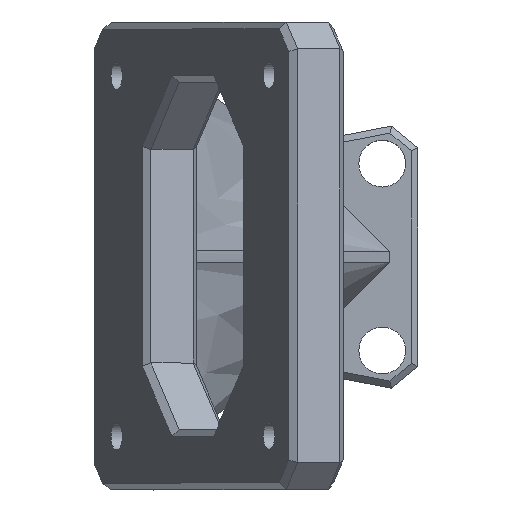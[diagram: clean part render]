
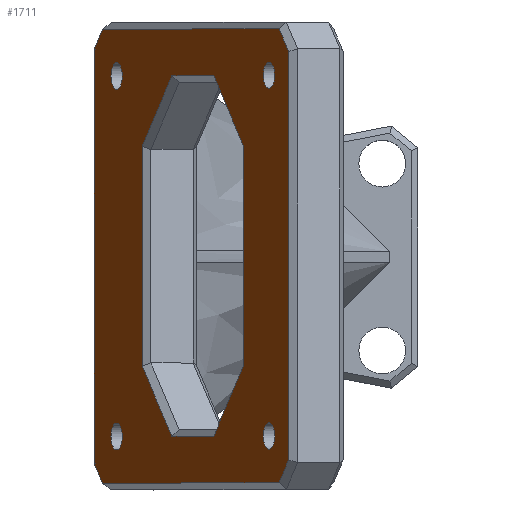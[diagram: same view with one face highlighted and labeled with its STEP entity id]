
A CAD part, top view. The second image highlights one B-rep face of the part: STEP entity #1711.
In plain terms, the highlighted planar face has unit normal (-0.906, 0, 0.423).
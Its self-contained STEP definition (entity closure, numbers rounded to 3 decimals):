
#156=FACE_BOUND('',#367,.T.);
#157=FACE_BOUND('',#368,.T.);
#158=FACE_BOUND('',#369,.T.);
#159=FACE_BOUND('',#370,.T.);
#160=FACE_BOUND('',#371,.T.);
#170=CIRCLE('',#1819,1.);
#171=CIRCLE('',#1820,1.);
#172=CIRCLE('',#1821,1.);
#173=CIRCLE('',#1822,1.);
#275=FACE_OUTER_BOUND('',#366,.T.);
#366=EDGE_LOOP('',(#1388,#1389,#1390,#1391,#1392,#1393,#1394,#1395,#1396,
#1397,#1398));
#367=EDGE_LOOP('',(#1399));
#368=EDGE_LOOP('',(#1400));
#369=EDGE_LOOP('',(#1401));
#370=EDGE_LOOP('',(#1402));
#371=EDGE_LOOP('',(#1403,#1404,#1405,#1406,#1407,#1408,#1409,#1410));
#425=LINE('',#2418,#610);
#483=LINE('',#2674,#668);
#485=LINE('',#2679,#670);
#489=LINE('',#2687,#674);
#492=LINE('',#2693,#677);
#496=LINE('',#2699,#681);
#506=LINE('',#2720,#691);
#510=LINE('',#2728,#695);
#514=LINE('',#2736,#699);
#517=LINE('',#2742,#702);
#521=LINE('',#2750,#706);
#524=LINE('',#2756,#709);
#527=LINE('',#2762,#712);
#530=LINE('',#2768,#715);
#533=LINE('',#2772,#718);
#543=LINE('',#2793,#728);
#544=LINE('',#2794,#729);
#545=LINE('',#2796,#730);
#546=LINE('',#2797,#731);
#610=VECTOR('',#1903,10.);
#668=VECTOR('',#2009,10.);
#670=VECTOR('',#2013,10.);
#674=VECTOR('',#2019,10.);
#677=VECTOR('',#2024,10.);
#681=VECTOR('',#2030,10.);
#691=VECTOR('',#2050,10.);
#695=VECTOR('',#2056,10.);
#699=VECTOR('',#2062,10.);
#702=VECTOR('',#2067,10.);
#706=VECTOR('',#2073,10.);
#709=VECTOR('',#2078,10.);
#712=VECTOR('',#2083,10.);
#715=VECTOR('',#2088,10.);
#718=VECTOR('',#2093,10.);
#728=VECTOR('',#2113,10.);
#729=VECTOR('',#2114,10.);
#730=VECTOR('',#2115,10.);
#731=VECTOR('',#2116,10.);
#797=VERTEX_POINT('',#2389);
#799=VERTEX_POINT('',#2416);
#852=VERTEX_POINT('',#2671);
#853=VERTEX_POINT('',#2673);
#854=VERTEX_POINT('',#2677);
#855=VERTEX_POINT('',#2678);
#858=VERTEX_POINT('',#2686);
#860=VERTEX_POINT('',#2692);
#867=VERTEX_POINT('',#2719);
#869=VERTEX_POINT('',#2726);
#870=VERTEX_POINT('',#2727);
#873=VERTEX_POINT('',#2735);
#875=VERTEX_POINT('',#2741);
#878=VERTEX_POINT('',#2749);
#880=VERTEX_POINT('',#2755);
#882=VERTEX_POINT('',#2761);
#884=VERTEX_POINT('',#2767);
#890=VERTEX_POINT('',#2792);
#891=VERTEX_POINT('',#2795);
#892=VERTEX_POINT('',#2798);
#893=VERTEX_POINT('',#2800);
#894=VERTEX_POINT('',#2802);
#895=VERTEX_POINT('',#2804);
#942=EDGE_CURVE('',#799,#797,#425,.T.);
#1018=EDGE_CURVE('',#852,#853,#483,.T.);
#1020=EDGE_CURVE('',#854,#855,#485,.T.);
#1024=EDGE_CURVE('',#853,#858,#489,.T.);
#1027=EDGE_CURVE('',#858,#860,#492,.T.);
#1031=EDGE_CURVE('',#860,#854,#496,.T.);
#1041=EDGE_CURVE('',#855,#867,#506,.T.);
#1045=EDGE_CURVE('',#869,#870,#510,.T.);
#1049=EDGE_CURVE('',#870,#873,#514,.T.);
#1052=EDGE_CURVE('',#873,#875,#517,.T.);
#1056=EDGE_CURVE('',#875,#878,#521,.T.);
#1059=EDGE_CURVE('',#878,#880,#524,.T.);
#1062=EDGE_CURVE('',#880,#882,#527,.T.);
#1065=EDGE_CURVE('',#882,#884,#530,.T.);
#1068=EDGE_CURVE('',#884,#869,#533,.T.);
#1078=EDGE_CURVE('',#890,#852,#543,.T.);
#1079=EDGE_CURVE('',#797,#890,#544,.T.);
#1080=EDGE_CURVE('',#891,#799,#545,.T.);
#1081=EDGE_CURVE('',#867,#891,#546,.T.);
#1082=EDGE_CURVE('',#892,#892,#170,.T.);
#1083=EDGE_CURVE('',#893,#893,#171,.T.);
#1084=EDGE_CURVE('',#894,#894,#172,.T.);
#1085=EDGE_CURVE('',#895,#895,#173,.T.);
#1388=ORIENTED_EDGE('',*,*,#1018,.F.);
#1389=ORIENTED_EDGE('',*,*,#1078,.F.);
#1390=ORIENTED_EDGE('',*,*,#1079,.F.);
#1391=ORIENTED_EDGE('',*,*,#942,.F.);
#1392=ORIENTED_EDGE('',*,*,#1080,.F.);
#1393=ORIENTED_EDGE('',*,*,#1081,.F.);
#1394=ORIENTED_EDGE('',*,*,#1041,.F.);
#1395=ORIENTED_EDGE('',*,*,#1020,.F.);
#1396=ORIENTED_EDGE('',*,*,#1031,.F.);
#1397=ORIENTED_EDGE('',*,*,#1027,.F.);
#1398=ORIENTED_EDGE('',*,*,#1024,.F.);
#1399=ORIENTED_EDGE('',*,*,#1082,.T.);
#1400=ORIENTED_EDGE('',*,*,#1083,.T.);
#1401=ORIENTED_EDGE('',*,*,#1084,.T.);
#1402=ORIENTED_EDGE('',*,*,#1085,.T.);
#1403=ORIENTED_EDGE('',*,*,#1045,.F.);
#1404=ORIENTED_EDGE('',*,*,#1068,.F.);
#1405=ORIENTED_EDGE('',*,*,#1065,.F.);
#1406=ORIENTED_EDGE('',*,*,#1062,.F.);
#1407=ORIENTED_EDGE('',*,*,#1059,.F.);
#1408=ORIENTED_EDGE('',*,*,#1056,.F.);
#1409=ORIENTED_EDGE('',*,*,#1052,.F.);
#1410=ORIENTED_EDGE('',*,*,#1049,.F.);
#1633=PLANE('',#1818);
#1711=ADVANCED_FACE('',(#275,#156,#157,#158,#159,#160),#1633,.T.);
#1818=AXIS2_PLACEMENT_3D('',#2791,#2111,#2112);
#1819=AXIS2_PLACEMENT_3D('',#2799,#2117,#2118);
#1820=AXIS2_PLACEMENT_3D('',#2801,#2119,#2120);
#1821=AXIS2_PLACEMENT_3D('',#2803,#2121,#2122);
#1822=AXIS2_PLACEMENT_3D('',#2805,#2123,#2124);
#1903=DIRECTION('',(0.,1.,0.));
#2009=DIRECTION('',(0.423,0.,0.906));
#2013=DIRECTION('',(-0.423,0.,-0.906));
#2019=DIRECTION('',(0.299,-0.707,0.641));
#2024=DIRECTION('',(0.,-1.,0.));
#2030=DIRECTION('',(-0.299,-0.707,-0.641));
#2050=DIRECTION('',(-0.299,0.707,-0.641));
#2056=DIRECTION('',(0.,-1.,0.));
#2062=DIRECTION('',(0.299,-0.707,0.641));
#2067=DIRECTION('',(0.423,0.,0.906));
#2073=DIRECTION('',(0.299,0.707,0.641));
#2078=DIRECTION('',(0.,1.,0.));
#2083=DIRECTION('',(-0.299,0.707,-0.641));
#2088=DIRECTION('',(-0.423,0.,-0.906));
#2093=DIRECTION('',(-0.299,-0.707,-0.641));
#2111=DIRECTION('center_axis',(-0.906,0.,0.423));
#2112=DIRECTION('ref_axis',(0.423,0.,0.906));
#2113=DIRECTION('',(0.299,0.707,0.641));
#2114=DIRECTION('',(0.,1.,0.));
#2115=DIRECTION('',(0.,1.,0.));
#2116=DIRECTION('',(0.,1.,0.));
#2117=DIRECTION('center_axis',(0.906,0.,-0.423));
#2118=DIRECTION('ref_axis',(-0.423,0.,-0.906));
#2119=DIRECTION('center_axis',(0.906,0.,-0.423));
#2120=DIRECTION('ref_axis',(-0.423,0.,-0.906));
#2121=DIRECTION('center_axis',(0.906,0.,-0.423));
#2122=DIRECTION('ref_axis',(-0.423,0.,-0.906));
#2123=DIRECTION('center_axis',(0.906,0.,-0.423));
#2124=DIRECTION('ref_axis',(-0.423,0.,-0.906));
#2389=CARTESIAN_POINT('',(-7.581,11.071,35.172));
#2416=CARTESIAN_POINT('',(-7.581,0.,35.172));
#2418=CARTESIAN_POINT('',(-7.581,0.,35.172));
#2671=CARTESIAN_POINT('',(-6.947,17.,36.531));
#2673=CARTESIAN_POINT('',(6.278,17.,64.892));
#2674=CARTESIAN_POINT('',(-3.883,17.,43.102));
#2677=CARTESIAN_POINT('',(6.278,-17.,64.892));
#2678=CARTESIAN_POINT('',(-6.947,-17.,36.531));
#2679=CARTESIAN_POINT('',(-3.883,-17.,43.102));
#2686=CARTESIAN_POINT('',(6.999,15.293,66.439));
#2687=CARTESIAN_POINT('',(4.79,20.521,61.701));
#2692=CARTESIAN_POINT('',(6.999,-15.293,66.439));
#2693=CARTESIAN_POINT('',(6.999,0.,66.439));
#2699=CARTESIAN_POINT('',(4.79,-20.521,61.701));
#2719=CARTESIAN_POINT('',(-7.581,-15.5,35.172));
#2720=CARTESIAN_POINT('',(-9.007,-12.125,32.113));
#2726=CARTESIAN_POINT('',(-3.989,8.207,42.875));
#2727=CARTESIAN_POINT('',(-3.989,-8.207,42.875));
#2728=CARTESIAN_POINT('',(-3.989,6.5,42.875));
#2735=CARTESIAN_POINT('',(-1.752,-13.5,47.672));
#2736=CARTESIAN_POINT('',(-5.195,-5.354,40.289));
#2741=CARTESIAN_POINT('',(1.382,-13.5,54.392));
#2742=CARTESIAN_POINT('',(-5.679,-13.5,39.25));
#2749=CARTESIAN_POINT('',(3.619,-8.207,59.189));
#2750=CARTESIAN_POINT('',(1.127,-14.104,53.845));
#2755=CARTESIAN_POINT('',(3.619,8.207,59.189));
#2756=CARTESIAN_POINT('',(3.619,-6.5,59.189));
#2761=CARTESIAN_POINT('',(1.382,13.5,54.392));
#2762=CARTESIAN_POINT('',(1.127,14.104,53.845));
#2767=CARTESIAN_POINT('',(-1.752,13.5,47.672));
#2768=CARTESIAN_POINT('',(-2.087,13.5,46.954));
#2772=CARTESIAN_POINT('',(-5.195,5.354,40.289));
#2791=CARTESIAN_POINT('Origin',(-7.581,0.,35.172));
#2792=CARTESIAN_POINT('',(-7.581,15.5,35.172));
#2793=CARTESIAN_POINT('',(-9.007,12.125,32.113));
#2794=CARTESIAN_POINT('',(-7.581,0.,35.172));
#2795=CARTESIAN_POINT('',(-7.581,-11.071,35.172));
#2796=CARTESIAN_POINT('',(-7.581,0.,35.172));
#2797=CARTESIAN_POINT('',(-7.581,0.,35.172));
#2798=CARTESIAN_POINT('',(5.943,-13.5,64.174));
#2799=CARTESIAN_POINT('Origin',(5.52,-13.5,63.267));
#2800=CARTESIAN_POINT('',(-5.468,13.5,39.703));
#2801=CARTESIAN_POINT('Origin',(-5.89,13.5,38.797));
#2802=CARTESIAN_POINT('',(5.943,13.5,64.174));
#2803=CARTESIAN_POINT('Origin',(5.52,13.5,63.267));
#2804=CARTESIAN_POINT('',(-5.468,-13.5,39.703));
#2805=CARTESIAN_POINT('Origin',(-5.89,-13.5,38.797));
